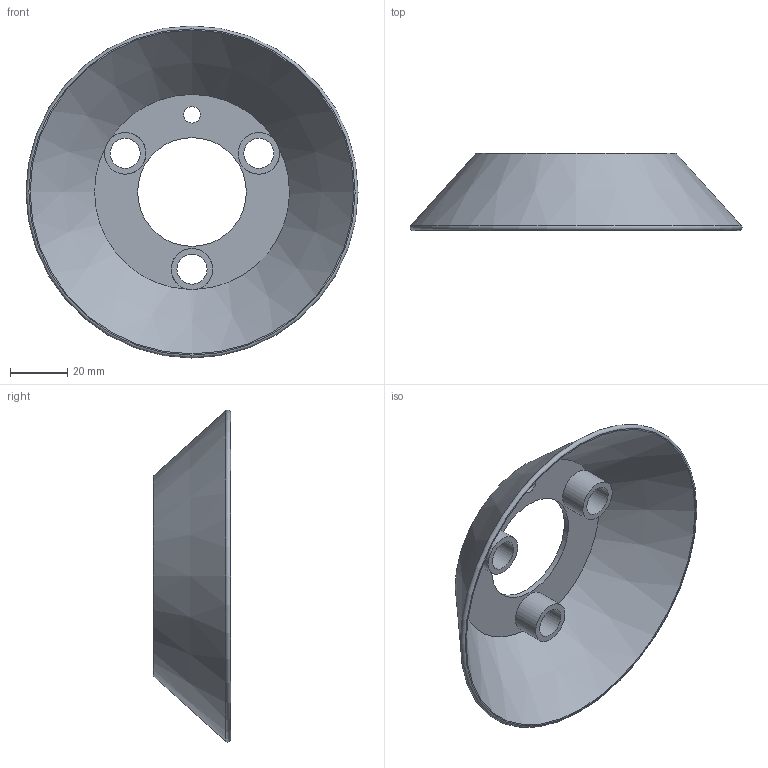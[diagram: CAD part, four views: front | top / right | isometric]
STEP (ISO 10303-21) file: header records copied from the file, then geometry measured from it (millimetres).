
FILE_DESCRIPTION(/* description */ (''),/* implementation_level */ '2;1');
FILE_NAME(/* name */ 'mini-lora-ws-openlayer.step',/* time_stamp */ '2020-07-23T10:01:12+01:00',/* author */ (''),/* organization */ (''),/* preprocessor_version */ 'ST-DEVELOPER v18.1',/* originating_system */ 'Autodesk Translation Framework v9.3.0.1241',/* authorisation */ '');
FILE_SCHEMA (('AUTOMOTIVE_DESIGN { 1 0 10303 214 3 1 1 }'));
Length unit declared in the file: millimetre
Products named in the file (1): screen layer
Bounding box: 116.12 x 27 x 116.12 mm (x, y, z)
Volume: 26961.4 mm3; surface area: 28014 mm2
Topology: 1 solids, 1 shells, 17 faces, 42 edges, 28 vertices
Faces by surface type: cylinder 8, plane 6, cone 2, torus 1
Full cylindrical faces by diameter (mm): 5.75 x1, 10.5 x3, 14.5 x3, 38 x1
Entity records: 587 total; most frequent: DIRECTION 104, CARTESIAN_POINT 103, ORIENTED_EDGE 84, AXIS2_PLACEMENT_3D 47, EDGE_CURVE 42, CIRCLE 29, EDGE_LOOP 28, VERTEX_POINT 28
